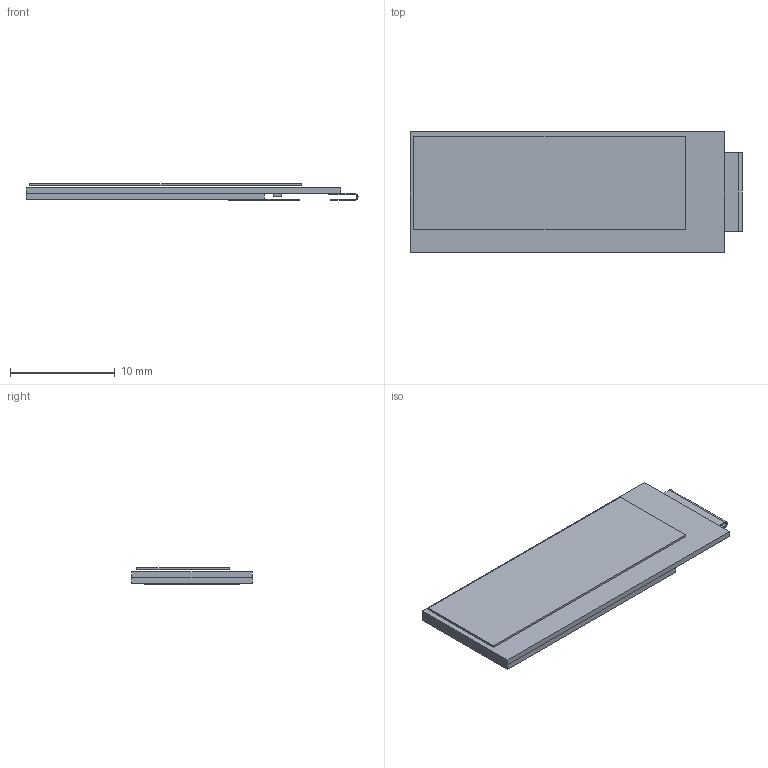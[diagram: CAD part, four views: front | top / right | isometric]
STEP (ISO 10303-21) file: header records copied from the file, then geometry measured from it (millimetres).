
FILE_DESCRIPTION(('FreeCAD Model'),'2;1');
FILE_NAME('OLED_TAB_EastRising_0_91.step','2021-07-08T14:19:41',('kicad StepUp'),( 'ksu MCAD'),'Open CASCADE STEP processor 7.3','FreeCAD','Unknown');
FILE_SCHEMA(('AUTOMOTIVE_DESIGN { 1 0 10303 214 1 1 1 1 }'));
Length unit declared in the file: millimetre
Products named in the file (1): OLED_TAB_EastRising_0_91
Bounding box: 31.65 x 11.5 x 1.6 mm (x, y, z)
Volume: 390.7 mm3; surface area: 1376.9 mm2
Topology: 2 solids, 2 shells, 195 faces, 567 edges, 378 vertices
Faces by surface type: plane 193, cylinder 2
Entity records: 7682 total; most frequent: CARTESIAN_POINT 1141, ORIENTED_EDGE 1134, DIRECTION 963, EDGE_CURVE 567, LINE 563, VECTOR 563, VERTEX_POINT 378, AXIS2_PLACEMENT_3D 200
